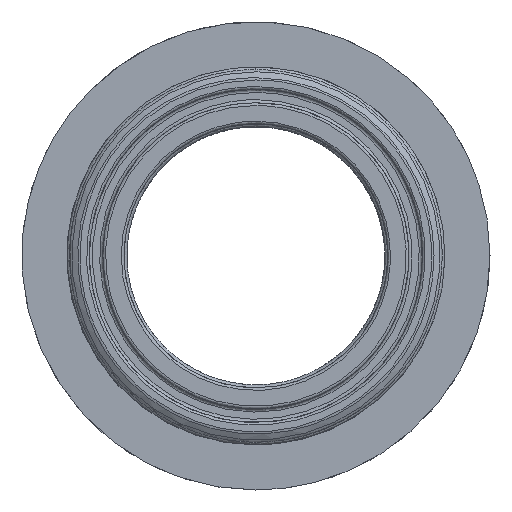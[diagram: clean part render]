
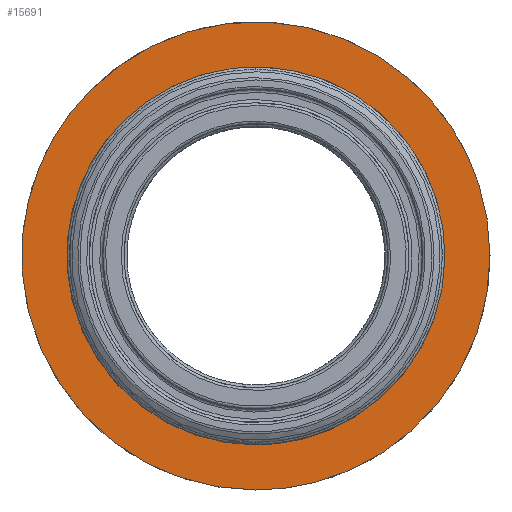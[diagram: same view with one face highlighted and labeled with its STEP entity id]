
A CAD part, left-side view. The second image highlights one B-rep face of the part: STEP entity #15691.
In plain terms, the highlighted free-form (B-spline) face has degree [1, 1] with [2, 2] control points.
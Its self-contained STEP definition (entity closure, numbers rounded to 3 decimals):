
#15658 = EDGE_CURVE('',#15659,#15659,#15661,.T.);
#15659 = VERTEX_POINT('',#15660);
#15660 = CARTESIAN_POINT('',(-62.962,0.,-36.257));
#15661 = ( BOUNDED_CURVE() B_SPLINE_CURVE(2,(#15662,#15663,#15664,#15665
    ,#15666,#15667,#15668),.UNSPECIFIED.,.T.,.F.) 
B_SPLINE_CURVE_WITH_KNOTS((1,2,2,2,2,1),(-2.094,0.,
    2.094,4.189,6.283,8.378),
.UNSPECIFIED.) CURVE() GEOMETRIC_REPRESENTATION_ITEM() 
RATIONAL_B_SPLINE_CURVE((1.,0.5,1.,0.5,1.,0.5,1.)) REPRESENTATION_ITEM(
  '') );
#15662 = CARTESIAN_POINT('',(-62.962,0.,-36.257));
#15663 = CARTESIAN_POINT('',(-62.962,62.799,
    -36.257));
#15664 = CARTESIAN_POINT('',(-62.962,31.4,
    18.129));
#15665 = CARTESIAN_POINT('',(-62.962,0.,
    72.514));
#15666 = CARTESIAN_POINT('',(-62.962,-31.4,
    18.129));
#15667 = CARTESIAN_POINT('',(-62.962,-62.799,
    -36.257));
#15668 = CARTESIAN_POINT('',(-62.962,0.,-36.257));
#15691 = ADVANCED_FACE('',(#15692,#15706),#15709,.T.);
#15692 = FACE_BOUND('',#15693,.T.);
#15693 = EDGE_LOOP('',(#15694));
#15694 = ORIENTED_EDGE('',*,*,#15695,.T.);
#15695 = EDGE_CURVE('',#15696,#15696,#15698,.T.);
#15696 = VERTEX_POINT('',#15697);
#15697 = CARTESIAN_POINT('',(-62.962,0.,-29.285));
#15698 = ( BOUNDED_CURVE() B_SPLINE_CURVE(2,(#15699,#15700,#15701,#15702
    ,#15703,#15704,#15705),.UNSPECIFIED.,.T.,.F.) 
B_SPLINE_CURVE_WITH_KNOTS((1,2,2,2,2,1),(-2.094,0.,
    2.094,4.189,6.283,8.378),
.UNSPECIFIED.) CURVE() GEOMETRIC_REPRESENTATION_ITEM() 
RATIONAL_B_SPLINE_CURVE((1.,0.5,1.,0.5,1.,0.5,1.)) REPRESENTATION_ITEM(
  '') );
#15699 = CARTESIAN_POINT('',(-62.962,0.,-29.285));
#15700 = CARTESIAN_POINT('',(-62.962,50.722,
    -29.285));
#15701 = CARTESIAN_POINT('',(-62.962,25.361,
    14.642));
#15702 = CARTESIAN_POINT('',(-62.962,0.,
    58.569));
#15703 = CARTESIAN_POINT('',(-62.962,-25.361,
    14.642));
#15704 = CARTESIAN_POINT('',(-62.962,-50.722,
    -29.285));
#15705 = CARTESIAN_POINT('',(-62.962,0.,-29.285));
#15706 = FACE_BOUND('',#15707,.T.);
#15707 = EDGE_LOOP('',(#15708));
#15708 = ORIENTED_EDGE('',*,*,#15658,.F.);
#15709 = B_SPLINE_SURFACE_WITH_KNOTS('',1,1,(
    (#15710,#15711)
    ,(#15712,#15713
    )),.UNSPECIFIED.,.F.,.F.,.F.,(2,2),(2,2),(-52.,0.),(
    -26.,26.),.PIECEWISE_BEZIER_KNOTS.);
#15710 = CARTESIAN_POINT('',(-62.962,-36.257,
    -36.257));
#15711 = CARTESIAN_POINT('',(-62.962,36.257,
    -36.257));
#15712 = CARTESIAN_POINT('',(-62.962,-36.257,
    36.257));
#15713 = CARTESIAN_POINT('',(-62.962,36.257,
    36.257));
